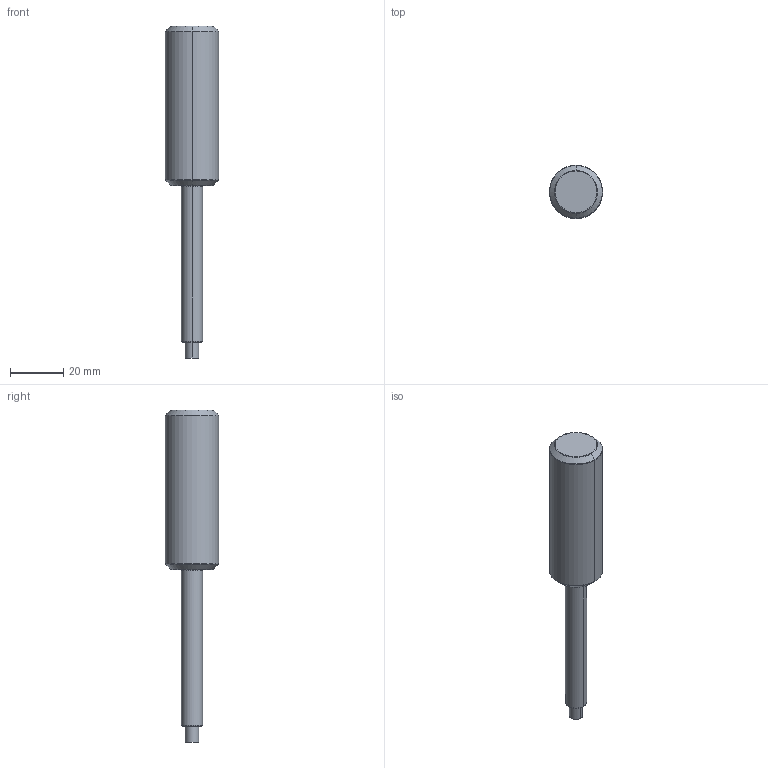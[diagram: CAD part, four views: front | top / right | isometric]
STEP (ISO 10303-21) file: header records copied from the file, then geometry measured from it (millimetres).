
FILE_DESCRIPTION (( 'STEP AP203' ), '1' );
FILE_NAME ('NOX_OVEN_DT02_25_V01_CHIMNEY_ROD.STEP', '2020-12-04T12:27:00', ( '' ), ( '' ), 'SwSTEP 2.0', 'SolidWorks 2019', '' );
FILE_SCHEMA (( 'CONFIG_CONTROL_DESIGN' ));
Length unit declared in the file: millimetre
Products named in the file (1): NOX_OVEN_DT02_25_V01_CHIMNEY_ROD
Bounding box: 20 x 20 x 124.83 mm (x, y, z)
Volume: 21689.5 mm3; surface area: 5804 mm2
Topology: 1 solids, 1 shells, 26 faces, 50 edges, 28 vertices
Faces by surface type: torus 12, cylinder 6, cone 4, plane 4
Entity records: 743 total; most frequent: DIRECTION 144, CARTESIAN_POINT 105, ORIENTED_EDGE 100, AXIS2_PLACEMENT_3D 67, EDGE_CURVE 50, CIRCLE 40, EDGE_LOOP 28, VERTEX_POINT 28
